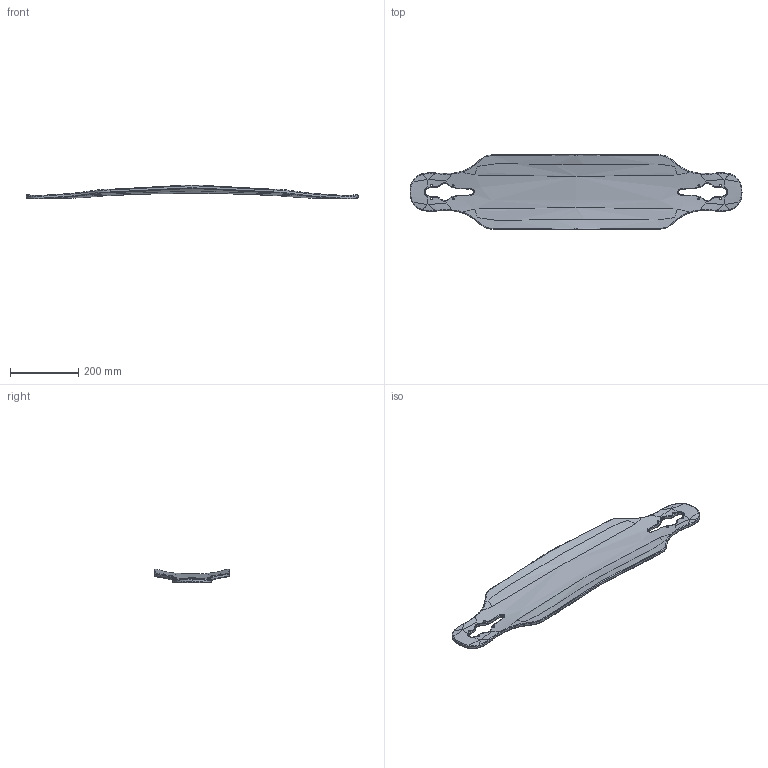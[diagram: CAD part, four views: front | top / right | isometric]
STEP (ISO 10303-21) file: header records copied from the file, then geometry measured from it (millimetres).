
FILE_DESCRIPTION(/* description */ (''),/* implementation_level */ '2;1');
FILE_NAME(/* name */ 'Loaded Icarus Deck v2.step',/* time_stamp */ '2022-04-07T21:31:54-04:00',/* author */ (''),/* organization */ (''),/* preprocessor_version */ 'ST-DEVELOPER v18.1',/* originating_system */ 'Autodesk Translation Framework v10.13.0.1454',/* authorisation */ '');
FILE_SCHEMA (('AUTOMOTIVE_DESIGN { 1 0 10303 214 3 1 1 }'));
Length unit declared in the file: millimetre
Products named in the file (1): Loaded Icarus Deck
Bounding box: 975.36 x 218.44 x 41.05 mm (x, y, z)
Volume: 1613722.9 mm3; surface area: 351858.5 mm2
Topology: 1 solids, 1 shells, 156 faces, 582 edges, 424 vertices
Faces by surface type: bspline 146, cylinder 8, plane 2
Full cylindrical faces by diameter (mm): 5.799 x4, 6 x4
Entity records: 23169 total; most frequent: CARTESIAN_POINT 19411, ORIENTED_EDGE 1164, EDGE_CURVE 582, B_SPLINE_CURVE_WITH_KNOTS 480, VERTEX_POINT 424, DIRECTION 208, EDGE_LOOP 172, FACE_OUTER_BOUND 156
